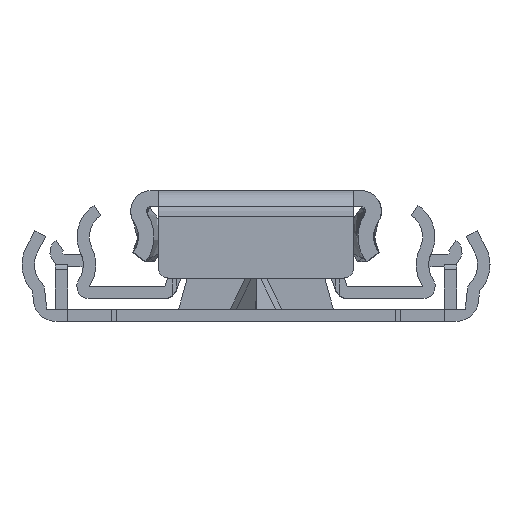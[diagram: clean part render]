
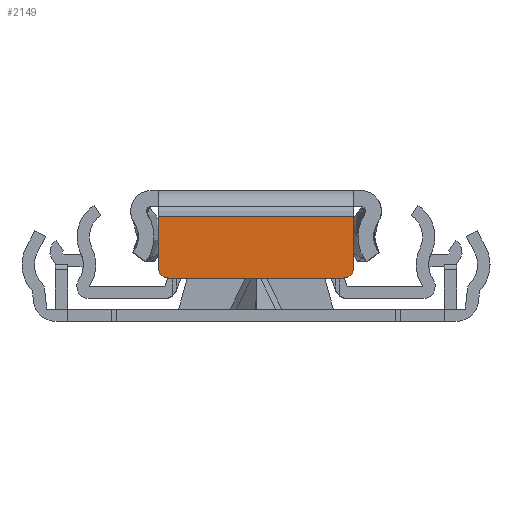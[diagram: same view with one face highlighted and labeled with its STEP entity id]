
A CAD part, left-side view. The second image highlights one B-rep face of the part: STEP entity #2149.
In plain terms, the highlighted planar face has unit normal (-1, 0, 0).
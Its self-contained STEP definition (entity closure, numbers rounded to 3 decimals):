
#535 = ORIENTED_EDGE ( 'NONE', *, *, #15467, .T. ) ;
#1050 = CARTESIAN_POINT ( 'NONE',  ( -203., 8.5, -7.75 ) ) ;
#1295 = CARTESIAN_POINT ( 'NONE',  ( -203., -9.5, 0.75 ) ) ;
#1444 = CARTESIAN_POINT ( 'NONE',  ( -203., -8.5, -7.75 ) ) ;
#1460 = VECTOR ( 'NONE', #2581, 1000. ) ;
#1906 = CARTESIAN_POINT ( 'NONE',  ( -203., 9.5, 0.75 ) ) ;
#2149 = ADVANCED_FACE ( 'NONE', ( #9964 ), #12572, .F. ) ;
#2323 = LINE ( 'NONE', #8052, #16096 ) ;
#2581 = DIRECTION ( 'NONE',  ( 0., 0., 1. ) ) ;
#2680 = LINE ( 'NONE', #4654, #16446 ) ;
#2902 = ORIENTED_EDGE ( 'NONE', *, *, #5224, .F. ) ;
#3777 = CARTESIAN_POINT ( 'NONE',  ( -203., -8.5, -6.75 ) ) ;
#4052 = VERTEX_POINT ( 'NONE', #8287 ) ;
#4082 = CARTESIAN_POINT ( 'NONE',  ( -203., -9.5, -1.75 ) ) ;
#4574 = CARTESIAN_POINT ( 'NONE',  ( -203., 8.5, -6.75 ) ) ;
#4654 = CARTESIAN_POINT ( 'NONE',  ( -203., 9.5, -7.75 ) ) ;
#4827 = DIRECTION ( 'NONE',  ( 0., 1., 0. ) ) ;
#5106 = AXIS2_PLACEMENT_3D ( 'NONE', #3777, #13075, #5111 ) ;
#5111 = DIRECTION ( 'NONE',  ( 0., 0., -1. ) ) ;
#5224 = EDGE_CURVE ( 'NONE', #7860, #8323, #2323, .T. ) ;
#5408 = LINE ( 'NONE', #10098, #15192 ) ;
#5913 = DIRECTION ( 'NONE',  ( 0., 0., -1. ) ) ;
#5945 = DIRECTION ( 'NONE',  ( 1., 0., 0. ) ) ;
#6382 = EDGE_CURVE ( 'NONE', #4052, #8454, #12097, .T. ) ;
#7010 = ORIENTED_EDGE ( 'NONE', *, *, #6382, .T. ) ;
#7265 = ORIENTED_EDGE ( 'NONE', *, *, #14044, .T. ) ;
#7329 = VERTEX_POINT ( 'NONE', #1050 ) ;
#7860 = VERTEX_POINT ( 'NONE', #8676 ) ;
#8052 = CARTESIAN_POINT ( 'NONE',  ( -203., 9.5, 0.75 ) ) ;
#8134 = CIRCLE ( 'NONE', #13152, 1. ) ;
#8210 = ORIENTED_EDGE ( 'NONE', *, *, #14838, .T. ) ;
#8287 = CARTESIAN_POINT ( 'NONE',  ( -203., -9.5, -6.75 ) ) ;
#8323 = VERTEX_POINT ( 'NONE', #11797 ) ;
#8454 = VERTEX_POINT ( 'NONE', #4082 ) ;
#8658 = DIRECTION ( 'NONE',  ( 0., -1., 0. ) ) ;
#8676 = CARTESIAN_POINT ( 'NONE',  ( -203., 9.5, -6.75 ) ) ;
#9374 = DIRECTION ( 'NONE',  ( 0., 0., 1. ) ) ;
#9964 = FACE_OUTER_BOUND ( 'NONE', #11017, .T. ) ;
#10098 = CARTESIAN_POINT ( 'NONE',  ( -203., 9.5, -1.75 ) ) ;
#11017 = EDGE_LOOP ( 'NONE', ( #12193, #8210, #7010, #535, #2902, #7265 ) ) ;
#11797 = CARTESIAN_POINT ( 'NONE',  ( -203., 9.5, -1.75 ) ) ;
#12097 = LINE ( 'NONE', #1295, #1460 ) ;
#12193 = ORIENTED_EDGE ( 'NONE', *, *, #15374, .T. ) ;
#12572 = PLANE ( 'NONE',  #13625 ) ;
#12914 = CIRCLE ( 'NONE', #5106, 1. ) ;
#13075 = DIRECTION ( 'NONE',  ( -1., 0., 0. ) ) ;
#13152 = AXIS2_PLACEMENT_3D ( 'NONE', #4574, #13870, #5913 ) ;
#13625 = AXIS2_PLACEMENT_3D ( 'NONE', #1906, #5945, #15251 ) ;
#13870 = DIRECTION ( 'NONE',  ( -1., 0., 0. ) ) ;
#14044 = EDGE_CURVE ( 'NONE', #7860, #7329, #8134, .T. ) ;
#14409 = VERTEX_POINT ( 'NONE', #1444 ) ;
#14838 = EDGE_CURVE ( 'NONE', #14409, #4052, #12914, .T. ) ;
#15192 = VECTOR ( 'NONE', #4827, 1000. ) ;
#15251 = DIRECTION ( 'NONE',  ( 0., 0., -1. ) ) ;
#15374 = EDGE_CURVE ( 'NONE', #7329, #14409, #2680, .T. ) ;
#15467 = EDGE_CURVE ( 'NONE', #8454, #8323, #5408, .T. ) ;
#16096 = VECTOR ( 'NONE', #9374, 1000. ) ;
#16446 = VECTOR ( 'NONE', #8658, 1000. ) ;
